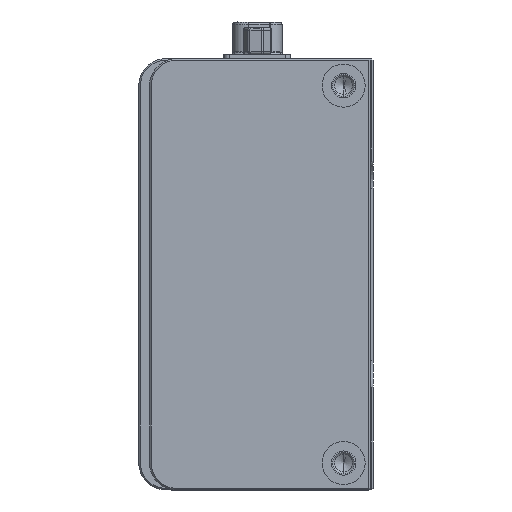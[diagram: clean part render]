
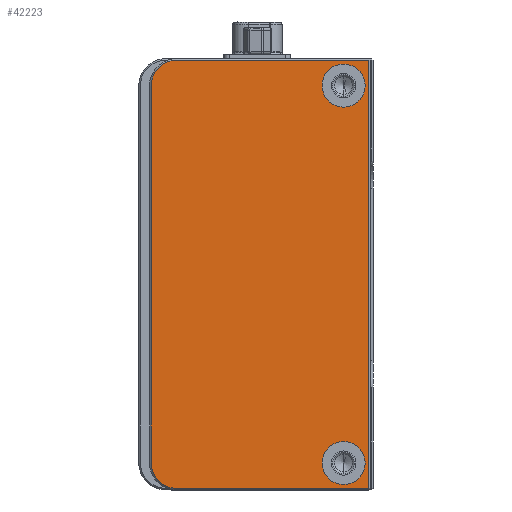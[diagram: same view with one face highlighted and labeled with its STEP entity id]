
A CAD part, left-side view. The second image highlights one B-rep face of the part: STEP entity #42223.
In plain terms, the highlighted planar face has unit normal (-1, 0, 0).
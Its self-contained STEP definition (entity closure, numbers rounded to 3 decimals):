
#132 = CARTESIAN_POINT ( 'NONE',  ( 0., 5.5, -5. ) ) ;
#2517 = DIRECTION ( 'NONE',  ( -1., 0., 0. ) ) ;
#2696 = VERTEX_POINT ( 'NONE', #89364 ) ;
#2925 = DIRECTION ( 'NONE',  ( 0., 0., 1. ) ) ;
#3153 = DIRECTION ( 'NONE',  ( -1., 0., 0. ) ) ;
#4169 = EDGE_CURVE ( 'NONE', #12374, #36901, #61109, .T. ) ;
#4710 = EDGE_CURVE ( 'NONE', #36901, #12374, #39951, .T. ) ;
#4991 = ORIENTED_EDGE ( 'NONE', *, *, #56542, .F. ) ;
#7381 = CIRCLE ( 'NONE', #80768, 4.7 ) ;
#9296 = DIRECTION ( 'NONE',  ( -1., 0., 0. ) ) ;
#12374 = VERTEX_POINT ( 'NONE', #115659 ) ;
#13175 = DIRECTION ( 'NONE',  ( 0., 0., 1. ) ) ;
#14371 = EDGE_CURVE ( 'NONE', #29911, #17375, #24334, .T. ) ;
#15134 = CARTESIAN_POINT ( 'NONE',  ( 0., 0.8, -0.3 ) ) ;
#15805 = CARTESIAN_POINT ( 'NONE',  ( 0., 36.5, -0.3 ) ) ;
#16213 = DIRECTION ( 'NONE',  ( -1., 0., 0. ) ) ;
#16867 = CARTESIAN_POINT ( 'NONE',  ( 0., 41.2, -5. ) ) ;
#17375 = VERTEX_POINT ( 'NONE', #15134 ) ;
#17717 = DIRECTION ( 'NONE',  ( 0., -1., 0. ) ) ;
#18614 = DIRECTION ( 'NONE',  ( 0., 0., 1. ) ) ;
#19535 = AXIS2_PLACEMENT_3D ( 'NONE', #132, #64977, #93321 ) ;
#20491 = AXIS2_PLACEMENT_3D ( 'NONE', #104223, #103414, #94155 ) ;
#22017 = CARTESIAN_POINT ( 'NONE',  ( 0., 36.5, -5. ) ) ;
#22457 = VERTEX_POINT ( 'NONE', #15805 ) ;
#23767 = ORIENTED_EDGE ( 'NONE', *, *, #106442, .T. ) ;
#24334 = LINE ( 'NONE', #40718, #34408 ) ;
#24707 = EDGE_CURVE ( 'NONE', #22457, #26844, #7381, .T. ) ;
#25778 = ORIENTED_EDGE ( 'NONE', *, *, #63326, .T. ) ;
#26844 = VERTEX_POINT ( 'NONE', #16867 ) ;
#28334 = EDGE_LOOP ( 'NONE', ( #98270, #82815 ) ) ;
#29116 = PLANE ( 'NONE',  #105779 ) ;
#29911 = VERTEX_POINT ( 'NONE', #57782 ) ;
#32873 = AXIS2_PLACEMENT_3D ( 'NONE', #48588, #3153, #113296 ) ;
#33457 = VERTEX_POINT ( 'NONE', #38610 ) ;
#34408 = VECTOR ( 'NONE', #13175, 1000. ) ;
#34817 = CARTESIAN_POINT ( 'NONE',  ( 0., 5.5, -75. ) ) ;
#35339 = AXIS2_PLACEMENT_3D ( 'NONE', #97164, #97557, #41675 ) ;
#36901 = VERTEX_POINT ( 'NONE', #38323 ) ;
#38217 = EDGE_CURVE ( 'NONE', #33457, #29911, #112312, .T. ) ;
#38323 = CARTESIAN_POINT ( 'NONE',  ( 0., 5.5, -71. ) ) ;
#38610 = CARTESIAN_POINT ( 'NONE',  ( 0., 36.5, -79.7 ) ) ;
#38831 = VECTOR ( 'NONE', #117840, 1000. ) ;
#39951 = CIRCLE ( 'NONE', #20491, 4. ) ;
#40718 = CARTESIAN_POINT ( 'NONE',  ( 0., 0.8, 0. ) ) ;
#41675 = DIRECTION ( 'NONE',  ( 0., 0., 1. ) ) ;
#42223 = ADVANCED_FACE ( 'NONE', ( #114533, #69610, #44988 ), #29116, .T. ) ;
#43360 = EDGE_LOOP ( 'NONE', ( #43687, #66537, #25778, #49776, #112400, #23767 ) ) ;
#43687 = ORIENTED_EDGE ( 'NONE', *, *, #38217, .T. ) ;
#44576 = CIRCLE ( 'NONE', #35339, 4.7 ) ;
#44988 = FACE_BOUND ( 'NONE', #99647, .T. ) ;
#48588 = CARTESIAN_POINT ( 'NONE',  ( 0., 5.5, -5. ) ) ;
#49776 = ORIENTED_EDGE ( 'NONE', *, *, #24707, .T. ) ;
#51404 = VECTOR ( 'NONE', #96258, 1000. ) ;
#56542 = EDGE_CURVE ( 'NONE', #101289, #2696, #77202, .T. ) ;
#57782 = CARTESIAN_POINT ( 'NONE',  ( 0., 0.8, -79.7 ) ) ;
#60073 = LINE ( 'NONE', #86951, #51404 ) ;
#60206 = CARTESIAN_POINT ( 'NONE',  ( 0., 41.2, -75. ) ) ;
#60914 = ORIENTED_EDGE ( 'NONE', *, *, #71312, .F. ) ;
#61109 = CIRCLE ( 'NONE', #62990, 4. ) ;
#62990 = AXIS2_PLACEMENT_3D ( 'NONE', #34817, #16213, #110055 ) ;
#63326 = EDGE_CURVE ( 'NONE', #17375, #22457, #88088, .T. ) ;
#64719 = CARTESIAN_POINT ( 'NONE',  ( 0., 21., -40. ) ) ;
#64977 = DIRECTION ( 'NONE',  ( -1., 0., 0. ) ) ;
#66537 = ORIENTED_EDGE ( 'NONE', *, *, #14371, .T. ) ;
#68323 = EDGE_CURVE ( 'NONE', #26844, #82937, #60073, .T. ) ;
#69610 = FACE_BOUND ( 'NONE', #28334, .T. ) ;
#70652 = CARTESIAN_POINT ( 'NONE',  ( 0., 5.5, -9. ) ) ;
#71312 = EDGE_CURVE ( 'NONE', #2696, #101289, #87543, .T. ) ;
#71771 = CARTESIAN_POINT ( 'NONE',  ( 0., 36.5, -0.3 ) ) ;
#77202 = CIRCLE ( 'NONE', #32873, 4. ) ;
#80768 = AXIS2_PLACEMENT_3D ( 'NONE', #22017, #2517, #2925 ) ;
#80904 = CARTESIAN_POINT ( 'NONE',  ( 0., 0.5, -79.7 ) ) ;
#82815 = ORIENTED_EDGE ( 'NONE', *, *, #4169, .F. ) ;
#82937 = VERTEX_POINT ( 'NONE', #60206 ) ;
#84831 = VECTOR ( 'NONE', #17717, 1000. ) ;
#86951 = CARTESIAN_POINT ( 'NONE',  ( 0., 41.2, -75. ) ) ;
#87543 = CIRCLE ( 'NONE', #19535, 4. ) ;
#88088 = LINE ( 'NONE', #71771, #38831 ) ;
#89364 = CARTESIAN_POINT ( 'NONE',  ( 0., 5.5, -1. ) ) ;
#93321 = DIRECTION ( 'NONE',  ( 0., 0., 1. ) ) ;
#94155 = DIRECTION ( 'NONE',  ( 0., 0., 1. ) ) ;
#96258 = DIRECTION ( 'NONE',  ( 0., 0., -1. ) ) ;
#97164 = CARTESIAN_POINT ( 'NONE',  ( 0., 36.5, -75. ) ) ;
#97557 = DIRECTION ( 'NONE',  ( -1., 0., 0. ) ) ;
#98270 = ORIENTED_EDGE ( 'NONE', *, *, #4710, .F. ) ;
#99647 = EDGE_LOOP ( 'NONE', ( #60914, #4991 ) ) ;
#101289 = VERTEX_POINT ( 'NONE', #70652 ) ;
#103414 = DIRECTION ( 'NONE',  ( -1., 0., 0. ) ) ;
#104223 = CARTESIAN_POINT ( 'NONE',  ( 0., 5.5, -75. ) ) ;
#105779 = AXIS2_PLACEMENT_3D ( 'NONE', #64719, #9296, #18614 ) ;
#106442 = EDGE_CURVE ( 'NONE', #82937, #33457, #44576, .T. ) ;
#110055 = DIRECTION ( 'NONE',  ( 0., 0., 1. ) ) ;
#112312 = LINE ( 'NONE', #80904, #84831 ) ;
#112400 = ORIENTED_EDGE ( 'NONE', *, *, #68323, .T. ) ;
#113296 = DIRECTION ( 'NONE',  ( 0., 0., 1. ) ) ;
#114533 = FACE_OUTER_BOUND ( 'NONE', #43360, .T. ) ;
#115659 = CARTESIAN_POINT ( 'NONE',  ( 0., 5.5, -79. ) ) ;
#117840 = DIRECTION ( 'NONE',  ( 0., 1., 0. ) ) ;
